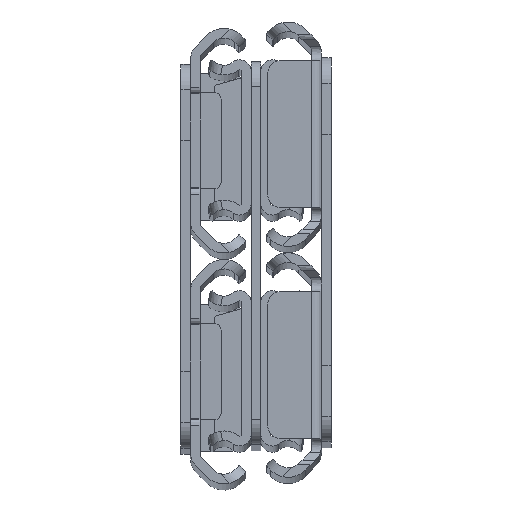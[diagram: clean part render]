
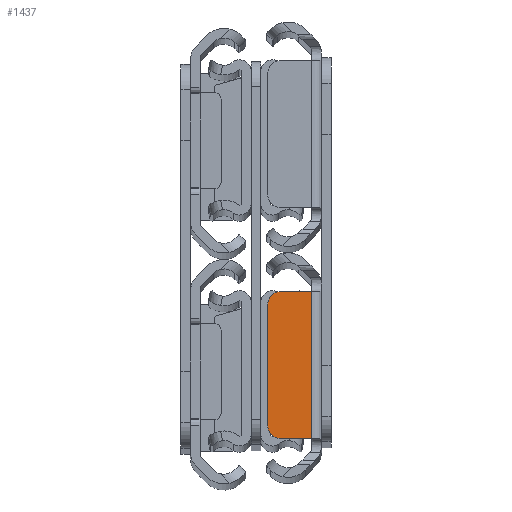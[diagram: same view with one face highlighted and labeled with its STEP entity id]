
A CAD part, top view. The second image highlights one B-rep face of the part: STEP entity #1437.
In plain terms, the highlighted face is planar.
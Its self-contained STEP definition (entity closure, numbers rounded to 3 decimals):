
#14 = EDGE_CURVE ( 'NONE', #7308, #6962, #8232, .T. ) ;
#509 = CARTESIAN_POINT ( 'NONE',  ( 0., -11.5, -558.8 ) ) ;
#574 = DIRECTION ( 'NONE',  ( 0., 0., -1. ) ) ;
#754 = CARTESIAN_POINT ( 'NONE',  ( 0., 11.5, -558.8 ) ) ;
#830 = PLANE ( 'NONE',  #1034 ) ;
#1034 = AXIS2_PLACEMENT_3D ( 'NONE', #4538, #4576, #4344 ) ;
#1161 = ORIENTED_EDGE ( 'NONE', *, *, #6524, .F. ) ;
#1198 = CARTESIAN_POINT ( 'NONE',  ( 0., 11.5, -558.8 ) ) ;
#1250 = VECTOR ( 'NONE', #2657, 1000. ) ;
#1437 = ADVANCED_FACE ( 'NONE', ( #6559 ), #830, .F. ) ;
#1451 = EDGE_CURVE ( 'NONE', #5181, #7308, #4533, .T. ) ;
#1841 = LINE ( 'NONE', #1198, #5892 ) ;
#2016 = VECTOR ( 'NONE', #7010, 1000. ) ;
#2200 = ORIENTED_EDGE ( 'NONE', *, *, #1451, .T. ) ;
#2511 = CARTESIAN_POINT ( 'NONE',  ( 4.9, 9.5, -558.8 ) ) ;
#2573 = CARTESIAN_POINT ( 'NONE',  ( 1.5, 11.5, -558.8 ) ) ;
#2657 = DIRECTION ( 'NONE',  ( 1., 0., 0. ) ) ;
#2777 = ORIENTED_EDGE ( 'NONE', *, *, #4177, .T. ) ;
#3062 = CARTESIAN_POINT ( 'NONE',  ( 4.9, -9.5, -558.8 ) ) ;
#3104 = CARTESIAN_POINT ( 'NONE',  ( 4.9, -11.5, -558.8 ) ) ;
#3154 = DIRECTION ( 'NONE',  ( 0., 1., 0. ) ) ;
#3500 = DIRECTION ( 'NONE',  ( 0., 1., 0. ) ) ;
#3740 = CARTESIAN_POINT ( 'NONE',  ( 4.9, 11.5, -558.8 ) ) ;
#3774 = DIRECTION ( 'NONE',  ( 1., 0., 0. ) ) ;
#3922 = AXIS2_PLACEMENT_3D ( 'NONE', #2511, #574, #3774 ) ;
#3925 = VECTOR ( 'NONE', #3500, 1000. ) ;
#4097 = CARTESIAN_POINT ( 'NONE',  ( 6.9, -11.5, -558.8 ) ) ;
#4177 = EDGE_CURVE ( 'NONE', #6832, #5433, #6403, .T. ) ;
#4344 = DIRECTION ( 'NONE',  ( 1., 0., 0. ) ) ;
#4533 = CIRCLE ( 'NONE', #5589, 2. ) ;
#4538 = CARTESIAN_POINT ( 'NONE',  ( 1.5, 12.665, -558.8 ) ) ;
#4576 = DIRECTION ( 'NONE',  ( 0., 0., 1. ) ) ;
#4971 = EDGE_CURVE ( 'NONE', #5433, #5066, #5097, .T. ) ;
#4973 = EDGE_CURVE ( 'NONE', #6962, #6832, #1841, .T. ) ;
#5066 = VERTEX_POINT ( 'NONE', #6993 ) ;
#5097 = CIRCLE ( 'NONE', #3922, 2. ) ;
#5181 = VERTEX_POINT ( 'NONE', #7878 ) ;
#5314 = ORIENTED_EDGE ( 'NONE', *, *, #14, .T. ) ;
#5433 = VERTEX_POINT ( 'NONE', #3740 ) ;
#5589 = AXIS2_PLACEMENT_3D ( 'NONE', #3062, #6644, #7358 ) ;
#5892 = VECTOR ( 'NONE', #3154, 1000. ) ;
#6403 = LINE ( 'NONE', #2573, #1250 ) ;
#6524 = EDGE_CURVE ( 'NONE', #5181, #5066, #6743, .T. ) ;
#6559 = FACE_OUTER_BOUND ( 'NONE', #7332, .T. ) ;
#6644 = DIRECTION ( 'NONE',  ( 0., 0., -1. ) ) ;
#6743 = LINE ( 'NONE', #4097, #3925 ) ;
#6832 = VERTEX_POINT ( 'NONE', #754 ) ;
#6886 = ORIENTED_EDGE ( 'NONE', *, *, #4971, .T. ) ;
#6962 = VERTEX_POINT ( 'NONE', #509 ) ;
#6993 = CARTESIAN_POINT ( 'NONE',  ( 6.9, 9.5, -558.8 ) ) ;
#7010 = DIRECTION ( 'NONE',  ( -1., 0., 0. ) ) ;
#7308 = VERTEX_POINT ( 'NONE', #3104 ) ;
#7332 = EDGE_LOOP ( 'NONE', ( #5314, #7391, #2777, #6886, #1161, #2200 ) ) ;
#7358 = DIRECTION ( 'NONE',  ( 1., 0., 0. ) ) ;
#7391 = ORIENTED_EDGE ( 'NONE', *, *, #4973, .T. ) ;
#7878 = CARTESIAN_POINT ( 'NONE',  ( 6.9, -9.5, -558.8 ) ) ;
#8232 = LINE ( 'NONE', #8272, #2016 ) ;
#8272 = CARTESIAN_POINT ( 'NONE',  ( 1.5, -11.5, -558.8 ) ) ;
